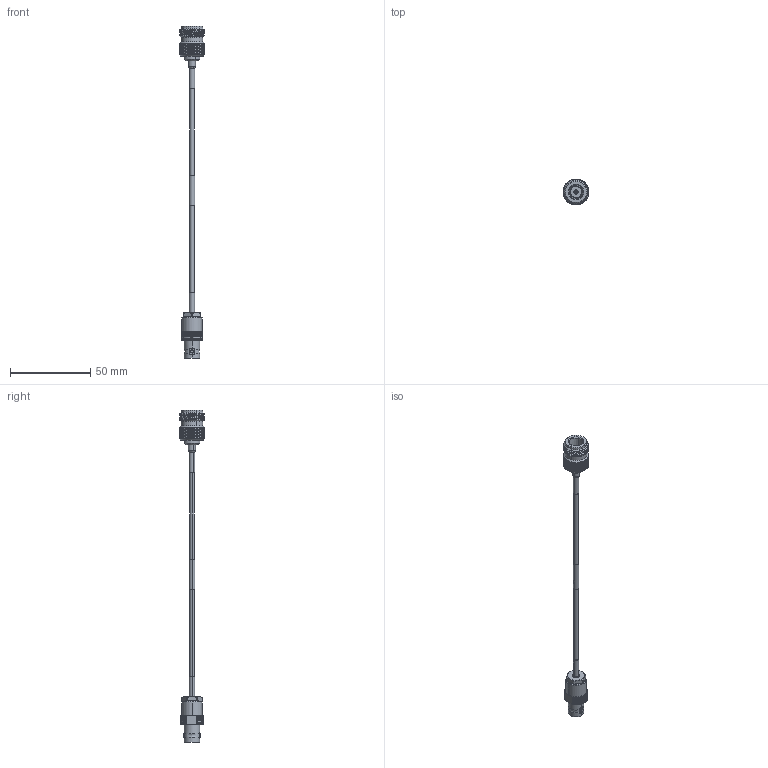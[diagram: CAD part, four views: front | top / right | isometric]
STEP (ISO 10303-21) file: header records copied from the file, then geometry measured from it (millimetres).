
FILE_DESCRIPTION (( 'STEP AP214' ), '1' );
FILE_NAME ('LCCA30639.step', '2020-05-06T20:39:55', ( '' ), ( '' ), 'SwSTEP 2.0', 'SolidWorks 2018', '' );
FILE_SCHEMA (( 'AUTOMOTIVE_DESIGN' ));
Length unit declared in the file: inch
Products named in the file (5): LCCN3041^LCCA30639_Heat Shrink; LCCN3054^LCCA30639_Heat Shrink; LC085TBJ^LCCA30639; LCCA30639; Label^LCCA30639
Assembly tree (4 placements, depth 2):
  LCCA30639
    LC085TBJ^LCCA30639
    Label^LCCA30639
    LCCN3041^LCCA30639_Heat Shrink
    LCCN3054^LCCA30639_Heat Shrink
Bounding box: 16 x 16 x 207.31 mm (x, y, z)
Volume: 6625 mm3; surface area: 6865.5 mm2
Topology: 9 solids, 10 shells, 2731 faces, 5830 edges, 3138 vertices
Faces by surface type: bspline 1810, cylinder 596, plane 168, cone 153, torus 4
Entity records: 102109 total; most frequent: CARTESIAN_POINT 63524, ORIENTED_EDGE 11656, EDGE_CURVE 5828, DIRECTION 3319, VERTEX_POINT 3138, EDGE_LOOP 2762, ADVANCED_FACE 2731, FACE_OUTER_BOUND 2731
